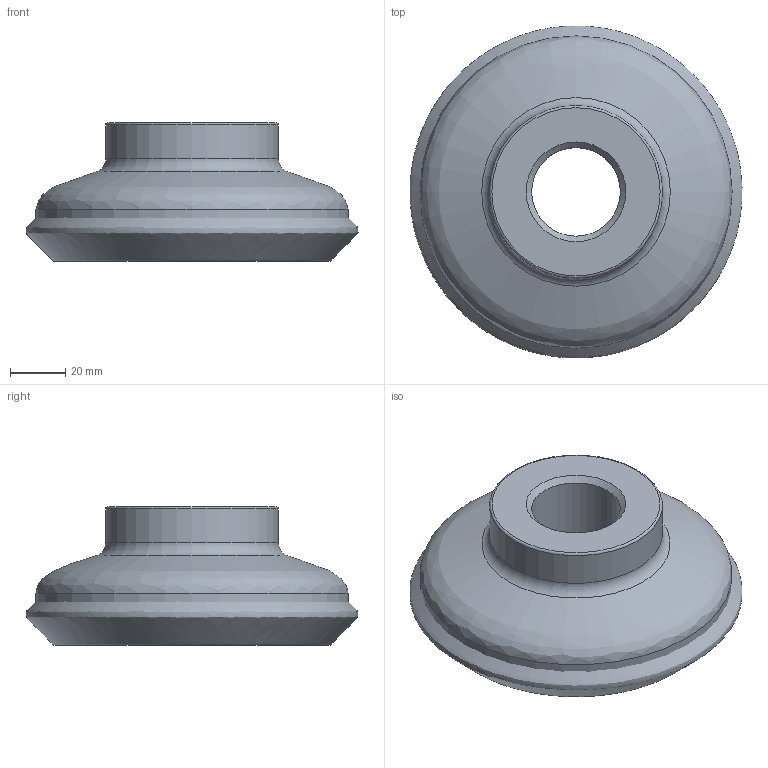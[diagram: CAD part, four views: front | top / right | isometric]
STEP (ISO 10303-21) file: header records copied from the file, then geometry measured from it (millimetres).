
FILE_DESCRIPTION(/* description */ (''),/* implementation_level */ '2;1');
FILE_NAME(/* name */ 'TOOLASSEMBLY_1.STP',/* time_stamp */ '2022-12-22T10:53:25+01:00',/* author */ (''),/* organization */ ('SMS'),/* preprocessor_version */ 'ST-DEVELOPER v16.7',/* originating_system */ 'SIEMENS PLM Software NX 12.0',/* authorisation */ '');
FILE_SCHEMA (('AUTOMOTIVE_DESIGN { 1 0 10303 214 3 1 1 1 }'));
Length unit declared in the file: millimetre
Products named in the file (4): ASSEMBLY_CONSTRUCTION; CUT_20221222105232; NOCUT_20221222105228; TOOLASSEMBLY_1
Assembly tree (3 placements, depth 2):
  TOOLASSEMBLY_1
    NOCUT_20221222105228
    CUT_20221222105232
    ASSEMBLY_CONSTRUCTION
Bounding box: 119.91 x 119.89 x 50 mm (x, y, z)
Volume: 337993.3 mm3; surface area: 53195.2 mm2
Topology: 2 solids, 2 shells, 24 faces, 48 edges, 37 vertices
Faces by surface type: torus 8, cone 6, cylinder 4, plane 3, revolution 2, bspline 1
Full cylindrical faces by diameter (mm): 32.013 x1, 45 x1, 62.386 x1, 112.736 x1
Entity records: 9966 total; most frequent: CARTESIAN_POINT 9333, DIRECTION 120, AXIS2_PLACEMENT_3D 59, FACE_BOUND 47, EDGE_LOOP 46, ORIENTED_EDGE 46, ADVANCED_FACE 24, VERTEX_POINT 24
